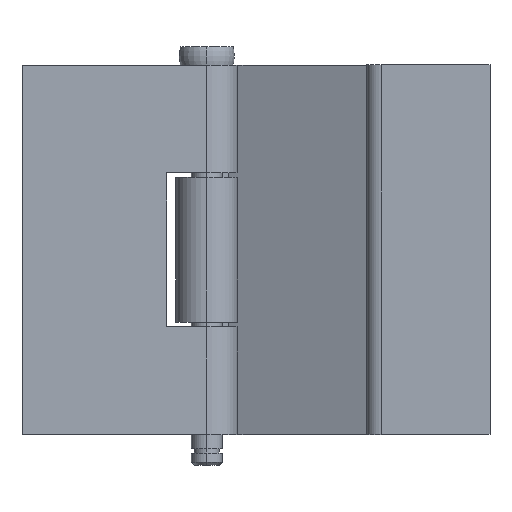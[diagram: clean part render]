
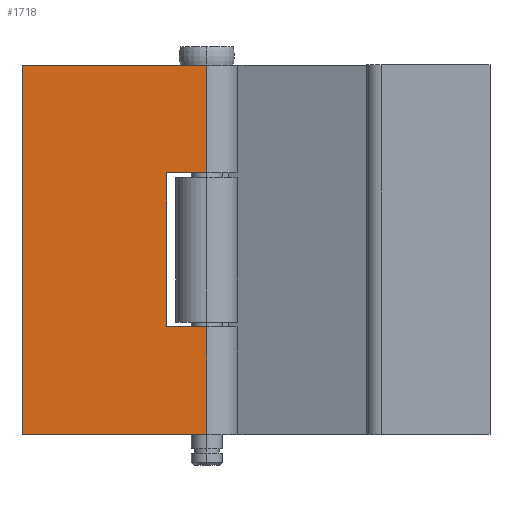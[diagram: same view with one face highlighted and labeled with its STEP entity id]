
A CAD part, top view. The second image highlights one B-rep face of the part: STEP entity #1718.
In plain terms, the highlighted planar face has unit normal (0, 0, 1).
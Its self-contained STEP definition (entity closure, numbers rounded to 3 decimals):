
#163 = CARTESIAN_POINT ( 'NONE',  ( 0., 30., 5. ) ) ;
#183 = DIRECTION ( 'NONE',  ( 0., -1., 0. ) ) ;
#184 = VECTOR ( 'NONE', #183, 1000. ) ;
#185 = CARTESIAN_POINT ( 'NONE',  ( -30., 30., 5. ) ) ;
#186 = LINE ( 'NONE', #185, #184 ) ;
#218 = CARTESIAN_POINT ( 'NONE',  ( -30., -30., 5. ) ) ;
#236 = DIRECTION ( 'NONE',  ( -1., 0., 0. ) ) ;
#237 = DIRECTION ( 'NONE',  ( 0., 0., -1. ) ) ;
#238 = CARTESIAN_POINT ( 'NONE',  ( -30., 30., 5. ) ) ;
#239 = AXIS2_PLACEMENT_3D ( 'NONE', #238, #237, #236 ) ;
#240 = PLANE ( 'NONE',  #239 ) ;
#241 = FACE_OUTER_BOUND ( 'NONE', #1773, .T. ) ;
#252 = CARTESIAN_POINT ( 'NONE',  ( 0., 12.5, 5. ) ) ;
#253 = DIRECTION ( 'NONE',  ( 0., -1., 0. ) ) ;
#254 = VECTOR ( 'NONE', #253, 1000. ) ;
#255 = CARTESIAN_POINT ( 'NONE',  ( 0., 30., 5. ) ) ;
#256 = LINE ( 'NONE', #255, #254 ) ;
#261 = DIRECTION ( 'NONE',  ( 1., 0., 0. ) ) ;
#262 = VECTOR ( 'NONE', #261, 1000. ) ;
#263 = CARTESIAN_POINT ( 'NONE',  ( -30., 30., 5. ) ) ;
#264 = LINE ( 'NONE', #263, #262 ) ;
#265 = CARTESIAN_POINT ( 'NONE',  ( -30., 30., 5. ) ) ;
#271 = CARTESIAN_POINT ( 'NONE',  ( 0., -30., 5. ) ) ;
#277 = CARTESIAN_POINT ( 'NONE',  ( 0., -12.5, 5. ) ) ;
#278 = DIRECTION ( 'NONE',  ( 0., -1., 0. ) ) ;
#279 = VECTOR ( 'NONE', #278, 1000. ) ;
#280 = CARTESIAN_POINT ( 'NONE',  ( 0., 30., 5. ) ) ;
#281 = LINE ( 'NONE', #280, #279 ) ;
#327 = DIRECTION ( 'NONE',  ( 1., 0., 0. ) ) ;
#328 = VECTOR ( 'NONE', #327, 1000. ) ;
#329 = CARTESIAN_POINT ( 'NONE',  ( -30., -30., 5. ) ) ;
#330 = LINE ( 'NONE', #329, #328 ) ;
#331 = DIRECTION ( 'NONE',  ( -1., 0., 0. ) ) ;
#332 = VECTOR ( 'NONE', #331, 1000. ) ;
#333 = CARTESIAN_POINT ( 'NONE',  ( 5., 12.5, 5. ) ) ;
#334 = LINE ( 'NONE', #333, #332 ) ;
#335 = CARTESIAN_POINT ( 'NONE',  ( -6.5, 12.5, 5. ) ) ;
#336 = DIRECTION ( 'NONE',  ( 0., -1., 0. ) ) ;
#337 = VECTOR ( 'NONE', #336, 1000. ) ;
#338 = CARTESIAN_POINT ( 'NONE',  ( -6.5, 12.5, 5. ) ) ;
#339 = LINE ( 'NONE', #338, #337 ) ;
#340 = CARTESIAN_POINT ( 'NONE',  ( -6.5, -12.5, 5. ) ) ;
#341 = DIRECTION ( 'NONE',  ( 1., 0., 0. ) ) ;
#342 = VECTOR ( 'NONE', #341, 1000. ) ;
#343 = CARTESIAN_POINT ( 'NONE',  ( 5., -12.5, 5. ) ) ;
#344 = LINE ( 'NONE', #343, #342 ) ;
#1687 = VERTEX_POINT ( 'NONE', #163 ) ;
#1714 = EDGE_CURVE ( 'NONE', #1736, #1726, #186, .T. ) ;
#1718 = ADVANCED_FACE ( 'NONE', ( #241 ), #240, .F. ) ;
#1726 = VERTEX_POINT ( 'NONE', #218 ) ;
#1732 = VERTEX_POINT ( 'NONE', #271 ) ;
#1736 = VERTEX_POINT ( 'NONE', #265 ) ;
#1738 = EDGE_CURVE ( 'NONE', #1736, #1687, #264, .T. ) ;
#1745 = EDGE_CURVE ( 'NONE', #1687, #1746, #256, .T. ) ;
#1746 = VERTEX_POINT ( 'NONE', #252 ) ;
#1762 = ORIENTED_EDGE ( 'NONE', *, *, #1714, .T. ) ;
#1763 = ORIENTED_EDGE ( 'NONE', *, *, #1788, .T. ) ;
#1773 = EDGE_LOOP ( 'NONE', ( #1774, #1777, #1780, #1783, #1785, #1786, #1762, #1763 ) ) ;
#1774 = ORIENTED_EDGE ( 'NONE', *, *, #1775, .F. ) ;
#1775 = EDGE_CURVE ( 'NONE', #1776, #1732, #281, .T. ) ;
#1776 = VERTEX_POINT ( 'NONE', #277 ) ;
#1777 = ORIENTED_EDGE ( 'NONE', *, *, #1778, .F. ) ;
#1778 = EDGE_CURVE ( 'NONE', #1779, #1776, #344, .T. ) ;
#1779 = VERTEX_POINT ( 'NONE', #340 ) ;
#1780 = ORIENTED_EDGE ( 'NONE', *, *, #1781, .F. ) ;
#1781 = EDGE_CURVE ( 'NONE', #1782, #1779, #339, .T. ) ;
#1782 = VERTEX_POINT ( 'NONE', #335 ) ;
#1783 = ORIENTED_EDGE ( 'NONE', *, *, #1784, .F. ) ;
#1784 = EDGE_CURVE ( 'NONE', #1746, #1782, #334, .T. ) ;
#1785 = ORIENTED_EDGE ( 'NONE', *, *, #1745, .F. ) ;
#1786 = ORIENTED_EDGE ( 'NONE', *, *, #1738, .F. ) ;
#1788 = EDGE_CURVE ( 'NONE', #1726, #1732, #330, .T. ) ;
